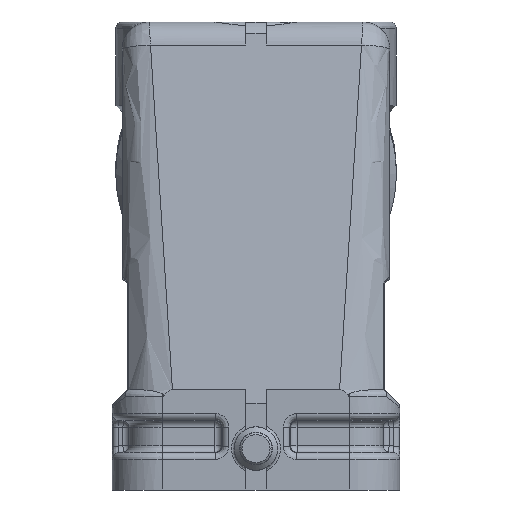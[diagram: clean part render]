
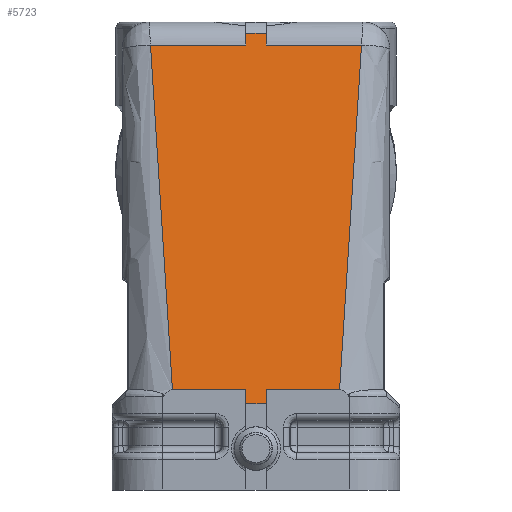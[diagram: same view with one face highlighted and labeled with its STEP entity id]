
A CAD part, left-side view. The second image highlights one B-rep face of the part: STEP entity #5723.
In plain terms, the highlighted planar face has unit normal (-0.99, 0, 0.139).
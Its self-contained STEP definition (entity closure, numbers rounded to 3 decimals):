
#5723=ADVANCED_FACE('',(#6483),#5973,.T.);
#5973=PLANE('',#14907);
#6483=FACE_OUTER_BOUND('',#7085,.T.);
#7085=EDGE_LOOP('',(#9938,#9939,#9940,#9941,#9942,#9943,#9944,#9945,#9946,
#9947,#9948,#9949));
#9938=ORIENTED_EDGE('',*,*,#12591,.T.);
#9939=ORIENTED_EDGE('',*,*,#12592,.F.);
#9940=ORIENTED_EDGE('',*,*,#12593,.T.);
#9941=ORIENTED_EDGE('',*,*,#12594,.T.);
#9942=ORIENTED_EDGE('',*,*,#11382,.T.);
#9943=ORIENTED_EDGE('',*,*,#12590,.T.);
#9944=ORIENTED_EDGE('',*,*,#11367,.T.);
#9945=ORIENTED_EDGE('',*,*,#11330,.T.);
#9946=ORIENTED_EDGE('',*,*,#12595,.T.);
#9947=ORIENTED_EDGE('',*,*,#11314,.F.);
#9948=ORIENTED_EDGE('',*,*,#12596,.T.);
#9949=ORIENTED_EDGE('',*,*,#12597,.T.);
#10411=VERTEX_POINT('',#17546);
#10412=VERTEX_POINT('',#17547);
#10427=VERTEX_POINT('',#17616);
#10428=VERTEX_POINT('',#17618);
#10460=VERTEX_POINT('',#17800);
#10473=VERTEX_POINT('',#17877);
#10474=VERTEX_POINT('',#17879);
#11224=VERTEX_POINT('',#25615);
#11225=VERTEX_POINT('',#25616);
#11226=VERTEX_POINT('',#25618);
#11227=VERTEX_POINT('',#25620);
#11228=VERTEX_POINT('',#25624);
#11314=EDGE_CURVE('',#10411,#10412,#12740,.T.);
#11330=EDGE_CURVE('',#10428,#10427,#12748,.T.);
#11367=EDGE_CURVE('',#10460,#10428,#12769,.T.);
#11382=EDGE_CURVE('',#10474,#10473,#12779,.T.);
#12590=EDGE_CURVE('',#10473,#10460,#13352,.T.);
#12591=EDGE_CURVE('',#11224,#11225,#13353,.T.);
#12592=EDGE_CURVE('',#11226,#11225,#13354,.T.);
#12593=EDGE_CURVE('',#11226,#11227,#13355,.T.);
#12594=EDGE_CURVE('',#11227,#10474,#13356,.T.);
#12595=EDGE_CURVE('',#10427,#10412,#13357,.T.);
#12596=EDGE_CURVE('',#10411,#11228,#13358,.T.);
#12597=EDGE_CURVE('',#11228,#11224,#13359,.T.);
#12740=LINE('',#17545,#13434);
#12748=LINE('',#17617,#13442);
#12769=LINE('',#17799,#13463);
#12779=LINE('',#17878,#13473);
#13352=LINE('',#25607,#14104);
#13353=LINE('',#25614,#14105);
#13354=LINE('',#25617,#14106);
#13355=LINE('',#25619,#14107);
#13356=LINE('',#25621,#14108);
#13357=LINE('',#25622,#14109);
#13358=LINE('',#25623,#14110);
#13359=LINE('',#25625,#14111);
#13434=VECTOR('',#15057,1.);
#13442=VECTOR('',#15081,1.);
#13463=VECTOR('',#15124,1.);
#13473=VECTOR('',#15138,1.);
#14104=VECTOR('',#17169,1.);
#14105=VECTOR('',#17170,1.);
#14106=VECTOR('',#17171,1.);
#14107=VECTOR('',#17172,1.);
#14108=VECTOR('',#17173,1.);
#14109=VECTOR('',#17174,1.);
#14110=VECTOR('',#17175,1.);
#14111=VECTOR('',#17176,1.);
#14907=AXIS2_PLACEMENT_3D('',#25626,#17177,#17178);
#15057=DIRECTION('',(0.139,0.,0.99));
#15081=DIRECTION('',(0.139,0.,0.99));
#15124=DIRECTION('',(0.,1.,0.));
#15138=DIRECTION('',(0.,-1.,0.));
#17169=DIRECTION('',(0.139,-0.063,0.988));
#17170=DIRECTION('',(0.,-1.,0.));
#17171=DIRECTION('',(0.139,0.,0.99));
#17172=DIRECTION('',(0.,-1.,0.));
#17173=DIRECTION('',(0.139,0.,0.99));
#17174=DIRECTION('',(0.,1.,0.));
#17175=DIRECTION('',(0.,1.,0.));
#17176=DIRECTION('',(-0.139,-0.063,-0.988));
#17177=DIRECTION('',(-0.99,0.,0.139));
#17178=DIRECTION('',(-0.139,0.,-0.99));
#17545=CARTESIAN_POINT('',(-22.79,1.5,66.298));
#17546=CARTESIAN_POINT('',(-22.754,1.5,66.557));
#17547=CARTESIAN_POINT('',(-22.506,1.5,68.32));
#17616=CARTESIAN_POINT('',(-22.506,-1.5,68.32));
#17617=CARTESIAN_POINT('',(-22.79,-1.5,66.298));
#17618=CARTESIAN_POINT('',(-22.754,-1.5,66.557));
#17799=CARTESIAN_POINT('',(-22.754,-15.781,66.557));
#17800=CARTESIAN_POINT('',(-22.754,-15.781,66.557));
#17877=CARTESIAN_POINT('',(-30.,-12.5,15.));
#17878=CARTESIAN_POINT('',(-30.,12.5,15.));
#17879=CARTESIAN_POINT('',(-30.,-1.5,15.));
#25607=CARTESIAN_POINT('',(-30.,-12.5,15.));
#25614=CARTESIAN_POINT('',(-30.,12.5,15.));
#25615=CARTESIAN_POINT('',(-30.,12.5,15.));
#25616=CARTESIAN_POINT('',(-30.,1.5,15.));
#25617=CARTESIAN_POINT('',(-22.79,1.5,66.298));
#25618=CARTESIAN_POINT('',(-30.3,1.5,12.865));
#25619=CARTESIAN_POINT('',(-30.3,48.,12.865));
#25620=CARTESIAN_POINT('',(-30.3,-1.5,12.865));
#25621=CARTESIAN_POINT('',(-22.79,-1.5,66.298));
#25622=CARTESIAN_POINT('',(-22.506,1.5,68.32));
#25623=CARTESIAN_POINT('',(-22.754,-15.781,66.557));
#25624=CARTESIAN_POINT('',(-22.754,15.781,66.557));
#25625=CARTESIAN_POINT('',(-22.754,15.781,66.557));
#25626=CARTESIAN_POINT('',(-21.87,16.781,72.849));
